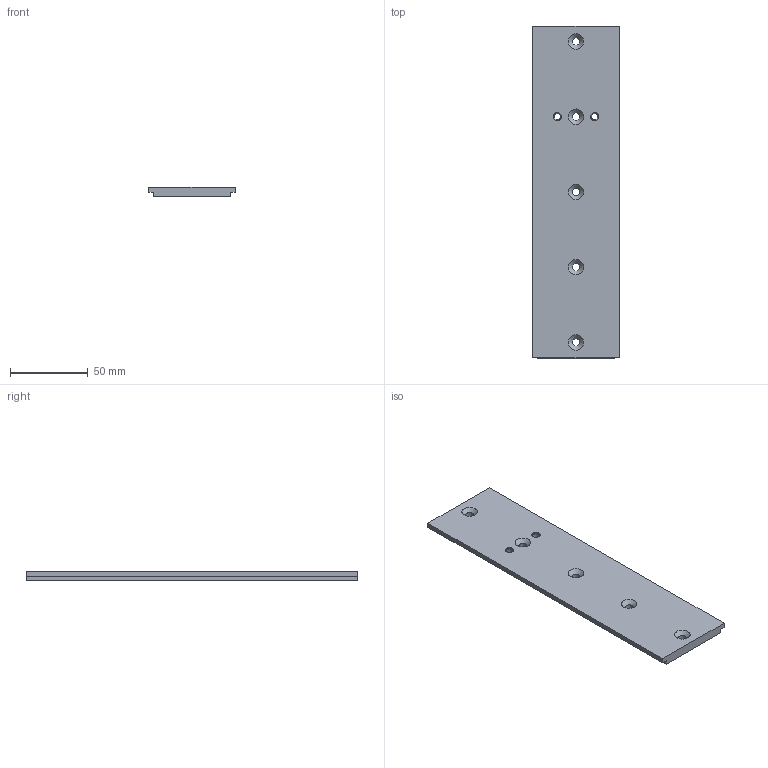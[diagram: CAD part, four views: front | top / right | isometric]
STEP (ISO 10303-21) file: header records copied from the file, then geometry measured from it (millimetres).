
FILE_DESCRIPTION(/* description */ ('Alibre Inc.'),/* implementation_level */ '2;1');
FILE_NAME(/* name */ 'export0',/* time_stamp */ '2019-11-19T16:22:33+01:00',/* author */ (''),/* organization */ (''),/* preprocessor_version */ 'ST-DEVELOPER v14',/* originating_system */ 'Alibre',/* authorisation */ '');
FILE_SCHEMA (('CONFIG_CONTROL_DESIGN'));
Length unit declared in the file: centimetre
Products named in the file (1): ID_1
Bounding box: 56 x 214 x 6 mm (x, y, z)
Volume: 67114.8 mm3; surface area: 27468.5 mm2
Topology: 1 solids, 1 shells, 24 faces, 59 edges, 37 vertices
Faces by surface type: plane 10, cone 7, cylinder 7
Full cylindrical faces by diameter (mm): 4.134 x2, 5 x5
Entity records: 741 total; most frequent: CARTESIAN_POINT 106, DIRECTION 104, ORIENTED_EDGE 90, EDGE_LOOP 52, FACE_BOUND 52, EDGE_CURVE 45, AXIS2_PLACEMENT_3D 45, VERTEX_POINT 37
